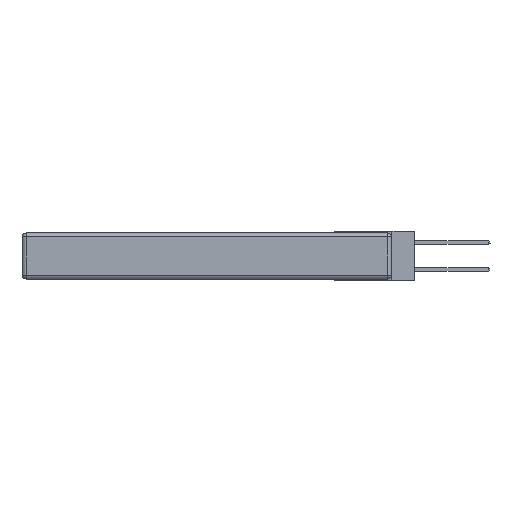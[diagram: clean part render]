
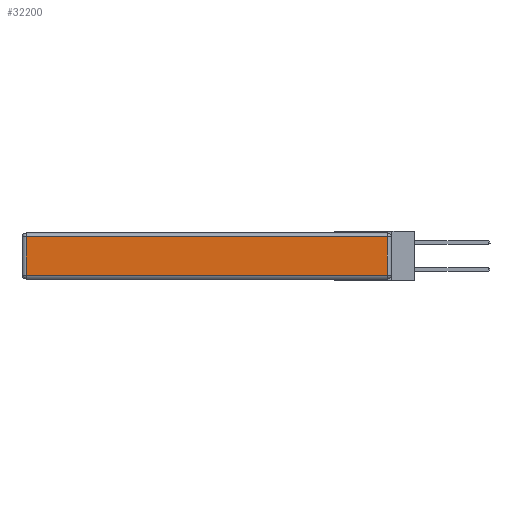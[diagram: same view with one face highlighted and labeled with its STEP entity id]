
A CAD part, left-side view. The second image highlights one B-rep face of the part: STEP entity #32200.
In plain terms, the highlighted planar face has unit normal (-1, 0, 0).
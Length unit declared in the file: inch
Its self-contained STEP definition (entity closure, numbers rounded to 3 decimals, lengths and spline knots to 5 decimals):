
#130 = VERTEX_POINT ( 'NONE', #21963 ) ;
#1347 = LINE ( 'NONE', #5970, #31384 ) ;
#2645 = DIRECTION ( 'NONE',  ( 0., 0., 1. ) ) ;
#2897 = VECTOR ( 'NONE', #15529, 39.37008 ) ;
#3316 = LINE ( 'NONE', #23658, #2897 ) ;
#5013 = ORIENTED_EDGE ( 'NONE', *, *, #7841, .T. ) ;
#5419 = AXIS2_PLACEMENT_3D ( 'NONE', #13700, #19112, #2645 ) ;
#5970 = CARTESIAN_POINT ( 'NONE',  ( 0., 2.72, -0.343 ) ) ;
#6456 = CARTESIAN_POINT ( 'NONE',  ( 0., 2.72, -0.313 ) ) ;
#6923 = EDGE_CURVE ( 'NONE', #10215, #17818, #1347, .T. ) ;
#7841 = EDGE_CURVE ( 'NONE', #130, #14363, #13732, .T. ) ;
#10215 = VERTEX_POINT ( 'NONE', #30644 ) ;
#12478 = CARTESIAN_POINT ( 'NONE',  ( 0., 0., -0.313 ) ) ;
#12620 = CARTESIAN_POINT ( 'NONE',  ( 0., 0.03, -0.343 ) ) ;
#12884 = ORIENTED_EDGE ( 'NONE', *, *, #26891, .T. ) ;
#13700 = CARTESIAN_POINT ( 'NONE',  ( 0., 0., -0.343 ) ) ;
#13732 = LINE ( 'NONE', #12620, #21003 ) ;
#13904 = EDGE_CURVE ( 'NONE', #17818, #130, #21373, .T. ) ;
#14089 = VECTOR ( 'NONE', #23493, 39.37008 ) ;
#14363 = VERTEX_POINT ( 'NONE', #30785 ) ;
#14481 = DIRECTION ( 'NONE',  ( 0., 0., -1. ) ) ;
#15529 = DIRECTION ( 'NONE',  ( 0., 1., 0. ) ) ;
#17363 = FACE_OUTER_BOUND ( 'NONE', #28900, .T. ) ;
#17544 = ORIENTED_EDGE ( 'NONE', *, *, #6923, .T. ) ;
#17818 = VERTEX_POINT ( 'NONE', #6456 ) ;
#18518 = ORIENTED_EDGE ( 'NONE', *, *, #13904, .T. ) ;
#19112 = DIRECTION ( 'NONE',  ( -1., 0., 0. ) ) ;
#19456 = PLANE ( 'NONE',  #5419 ) ;
#21003 = VECTOR ( 'NONE', #26056, 39.37008 ) ;
#21373 = LINE ( 'NONE', #12478, #14089 ) ;
#21963 = CARTESIAN_POINT ( 'NONE',  ( 0., 0.03, -0.313 ) ) ;
#23493 = DIRECTION ( 'NONE',  ( 0., -1., 0. ) ) ;
#23658 = CARTESIAN_POINT ( 'NONE',  ( 0., 2.75, -0.03 ) ) ;
#26056 = DIRECTION ( 'NONE',  ( 0., 0., 1. ) ) ;
#26891 = EDGE_CURVE ( 'NONE', #14363, #10215, #3316, .T. ) ;
#28900 = EDGE_LOOP ( 'NONE', ( #18518, #5013, #12884, #17544 ) ) ;
#30644 = CARTESIAN_POINT ( 'NONE',  ( 0., 2.72, -0.03 ) ) ;
#30785 = CARTESIAN_POINT ( 'NONE',  ( 0., 0.03, -0.03 ) ) ;
#31384 = VECTOR ( 'NONE', #14481, 39.37008 ) ;
#32200 = ADVANCED_FACE ( 'NONE', ( #17363 ), #19456, .T. ) ;
